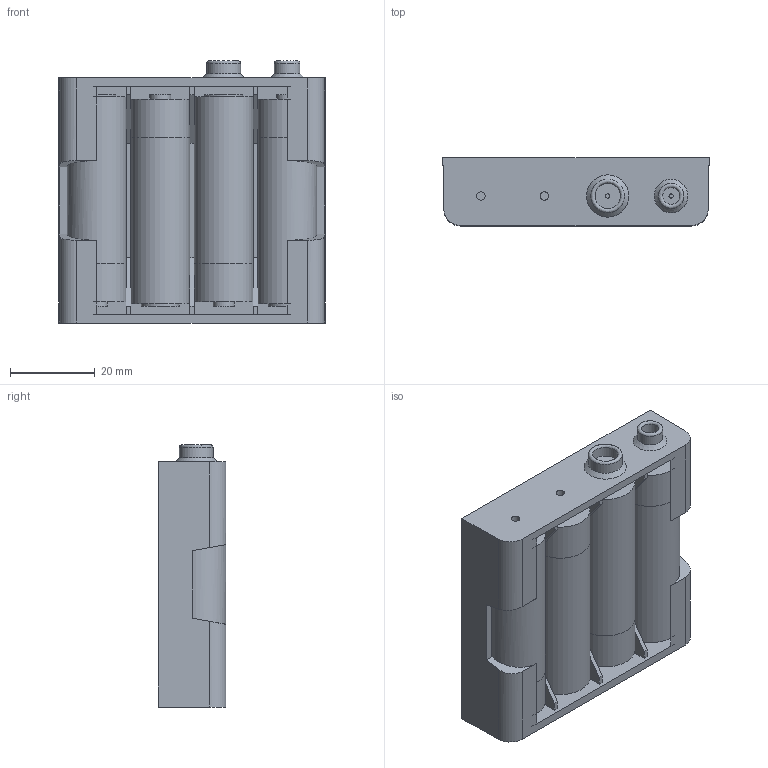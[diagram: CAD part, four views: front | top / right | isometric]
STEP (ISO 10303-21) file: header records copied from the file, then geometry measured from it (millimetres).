
FILE_DESCRIPTION(('FreeCAD Model'),'2;1');
FILE_NAME( '4xAA_Halter.step' ,'2020-04-07T14:57:40',('Author'),(''), 'Open CASCADE STEP processor 6.8','FreeCAD','Unknown');
FILE_SCHEMA(('AUTOMOTIVE_DESIGN_CC2 { 1 2 10303 214 -1 1 5 4 }'));
Length unit declared in the file: millimetre
Products named in the file (1): 4xAA_Halter
Bounding box: 63 x 16 x 62 mm (x, y, z)
Volume: 44990.9 mm3; surface area: 25566.1 mm2
Topology: 3 solids, 5 shells, 120 faces, 309 edges, 203 vertices
Faces by surface type: plane 66, cylinder 50, revolution 2, cone 2
Full cylindrical faces by diameter (mm): 1 x2, 2 x10, 4 x1, 5 x4, 6 x2, 8 x1, 9 x4, 14 x1
Entity records: 9929 total; most frequent: CARTESIAN_POINT 2993, DIRECTION 1085, ORIENTED_EDGE 624, PCURVE 618, DEFINITIONAL_REPRESENTATION 618, LINE 562, VECTOR 562, EDGE_CURVE 309
